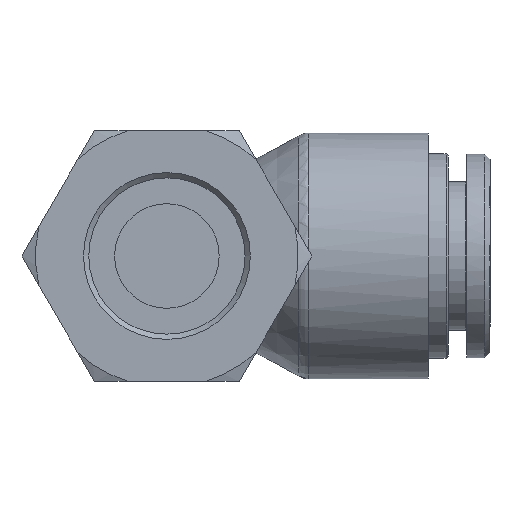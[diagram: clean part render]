
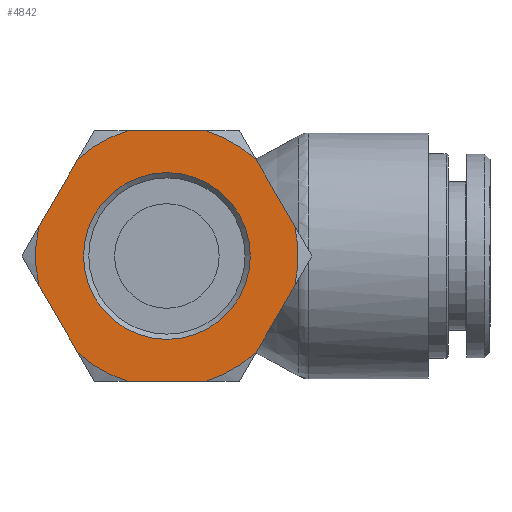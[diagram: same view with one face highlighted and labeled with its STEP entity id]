
A CAD part, front view. The second image highlights one B-rep face of the part: STEP entity #4842.
In plain terms, the highlighted face is planar.
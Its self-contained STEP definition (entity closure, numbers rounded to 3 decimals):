
#4718=CARTESIAN_POINT('',(-31.45,7.975,0.));
#4719=VERTEX_POINT('',#4718);
#4720=CARTESIAN_POINT('',(-31.45,0.,0.0));
#4721=DIRECTION('',(-1.0,0.0,0.0));
#4722=DIRECTION('',(0.0,-1.0,0.0));
#4723=AXIS2_PLACEMENT_3D('',#4720,#4721,#4722);
#4724=CIRCLE('',#4723,7.975);
#4725=EDGE_CURVE('',#4719,#4719,#4724,.T.);
#4730=CARTESIAN_POINT('',(-31.45,9.737,0.0));
#4731=DIRECTION('',(-1.0,0.0,0.0));
#4732=DIRECTION('',(0.0,0.0,1.0));
#4733=AXIS2_PLACEMENT_3D('',#4730,#4731,#4732);
#4734=PLANE('',#4733);
#4735=CARTESIAN_POINT('',(-31.45,12.241,2.799));
#4736=VERTEX_POINT('',#4735);
#4737=CARTESIAN_POINT('',(-31.45,12.241,-2.799));
#4738=VERTEX_POINT('',#4737);
#4739=CARTESIAN_POINT('',(-31.45,0.,0.0));
#4740=DIRECTION('',(-1.0,0.0,0.0));
#4741=DIRECTION('',(0.0,1.0,0.0));
#4742=AXIS2_PLACEMENT_3D('',#4739,#4740,#4741);
#4743=CIRCLE('',#4742,12.556);
#4744=EDGE_CURVE('',#4736,#4738,#4743,.T.);
#4745=ORIENTED_EDGE('',*,*,#4744,.T.);
#4746=CARTESIAN_POINT('',(-31.45,8.544,-9.201));
#4747=VERTEX_POINT('',#4746);
#4748=CARTESIAN_POINT('',(-31.45,8.544,-9.201));
#4749=DIRECTION('',(0.0,0.5,0.866));
#4750=VECTOR('',#4749,7.393);
#4751=LINE('',#4748,#4750);
#4752=EDGE_CURVE('',#4747,#4738,#4751,.T.);
#4753=ORIENTED_EDGE('',*,*,#4752,.F.);
#4754=CARTESIAN_POINT('',(-31.45,3.696,-12.));
#4755=VERTEX_POINT('',#4754);
#4756=CARTESIAN_POINT('',(-31.45,0.,0.0));
#4757=DIRECTION('',(-1.0,0.0,0.0));
#4758=DIRECTION('',(0.0,1.0,0.0));
#4759=AXIS2_PLACEMENT_3D('',#4756,#4757,#4758);
#4760=CIRCLE('',#4759,12.556);
#4761=EDGE_CURVE('',#4747,#4755,#4760,.T.);
#4762=ORIENTED_EDGE('',*,*,#4761,.T.);
#4763=CARTESIAN_POINT('',(-31.45,-3.696,-12.0));
#4764=VERTEX_POINT('',#4763);
#4765=CARTESIAN_POINT('',(-31.45,-3.696,-12.));
#4766=DIRECTION('',(0.0,1.0,0.0));
#4767=VECTOR('',#4766,7.393);
#4768=LINE('',#4765,#4767);
#4769=EDGE_CURVE('',#4764,#4755,#4768,.T.);
#4770=ORIENTED_EDGE('',*,*,#4769,.F.);
#4771=CARTESIAN_POINT('',(-31.45,-8.544,-9.201));
#4772=VERTEX_POINT('',#4771);
#4773=CARTESIAN_POINT('',(-31.45,0.,0.0));
#4774=DIRECTION('',(-1.0,0.0,0.0));
#4775=DIRECTION('',(0.0,1.0,0.0));
#4776=AXIS2_PLACEMENT_3D('',#4773,#4774,#4775);
#4777=CIRCLE('',#4776,12.556);
#4778=EDGE_CURVE('',#4764,#4772,#4777,.T.);
#4779=ORIENTED_EDGE('',*,*,#4778,.T.);
#4780=CARTESIAN_POINT('',(-31.45,-12.241,-2.799));
#4781=VERTEX_POINT('',#4780);
#4782=CARTESIAN_POINT('',(-31.45,-12.241,-2.799));
#4783=DIRECTION('',(0.0,0.5,-0.866));
#4784=VECTOR('',#4783,7.393);
#4785=LINE('',#4782,#4784);
#4786=EDGE_CURVE('',#4781,#4772,#4785,.T.);
#4787=ORIENTED_EDGE('',*,*,#4786,.F.);
#4788=CARTESIAN_POINT('',(-31.45,-12.241,2.799));
#4789=VERTEX_POINT('',#4788);
#4790=CARTESIAN_POINT('',(-31.45,0.,0.0));
#4791=DIRECTION('',(-1.0,0.0,0.0));
#4792=DIRECTION('',(0.0,1.0,0.0));
#4793=AXIS2_PLACEMENT_3D('',#4790,#4791,#4792);
#4794=CIRCLE('',#4793,12.556);
#4795=EDGE_CURVE('',#4781,#4789,#4794,.T.);
#4796=ORIENTED_EDGE('',*,*,#4795,.T.);
#4797=CARTESIAN_POINT('',(-31.45,-8.544,9.201));
#4798=VERTEX_POINT('',#4797);
#4799=CARTESIAN_POINT('',(-31.45,-8.544,9.201));
#4800=DIRECTION('',(0.0,-0.5,-0.866));
#4801=VECTOR('',#4800,7.393);
#4802=LINE('',#4799,#4801);
#4803=EDGE_CURVE('',#4798,#4789,#4802,.T.);
#4804=ORIENTED_EDGE('',*,*,#4803,.F.);
#4805=CARTESIAN_POINT('',(-31.45,-3.696,12.0));
#4806=VERTEX_POINT('',#4805);
#4807=CARTESIAN_POINT('',(-31.45,0.,0.0));
#4808=DIRECTION('',(-1.0,0.0,0.0));
#4809=DIRECTION('',(0.0,1.0,0.0));
#4810=AXIS2_PLACEMENT_3D('',#4807,#4808,#4809);
#4811=CIRCLE('',#4810,12.556);
#4812=EDGE_CURVE('',#4798,#4806,#4811,.T.);
#4813=ORIENTED_EDGE('',*,*,#4812,.T.);
#4814=CARTESIAN_POINT('',(-31.45,3.696,12.));
#4815=VERTEX_POINT('',#4814);
#4816=CARTESIAN_POINT('',(-31.45,3.696,12.));
#4817=DIRECTION('',(0.0,-1.0,0.0));
#4818=VECTOR('',#4817,7.393);
#4819=LINE('',#4816,#4818);
#4820=EDGE_CURVE('',#4815,#4806,#4819,.T.);
#4821=ORIENTED_EDGE('',*,*,#4820,.F.);
#4822=CARTESIAN_POINT('',(-31.45,8.544,9.201));
#4823=VERTEX_POINT('',#4822);
#4824=CARTESIAN_POINT('',(-31.45,0.,0.0));
#4825=DIRECTION('',(-1.0,0.0,0.0));
#4826=DIRECTION('',(0.0,1.0,0.0));
#4827=AXIS2_PLACEMENT_3D('',#4824,#4825,#4826);
#4828=CIRCLE('',#4827,12.556);
#4829=EDGE_CURVE('',#4815,#4823,#4828,.T.);
#4830=ORIENTED_EDGE('',*,*,#4829,.T.);
#4831=CARTESIAN_POINT('',(-31.45,12.241,2.799));
#4832=DIRECTION('',(0.0,-0.5,0.866));
#4833=VECTOR('',#4832,7.393);
#4834=LINE('',#4831,#4833);
#4835=EDGE_CURVE('',#4736,#4823,#4834,.T.);
#4836=ORIENTED_EDGE('',*,*,#4835,.F.);
#4837=EDGE_LOOP('',(#4745,#4753,#4762,#4770,#4779,#4787,#4796,#4804,#4813,#4821,#4830,#4836));
#4838=FACE_OUTER_BOUND('',#4837,.T.);
#4839=ORIENTED_EDGE('',*,*,#4725,.F.);
#4840=EDGE_LOOP('',(#4839));
#4841=FACE_BOUND('',#4840,.T.);
#4842=ADVANCED_FACE('',(#4838,#4841),#4734,.T.);
